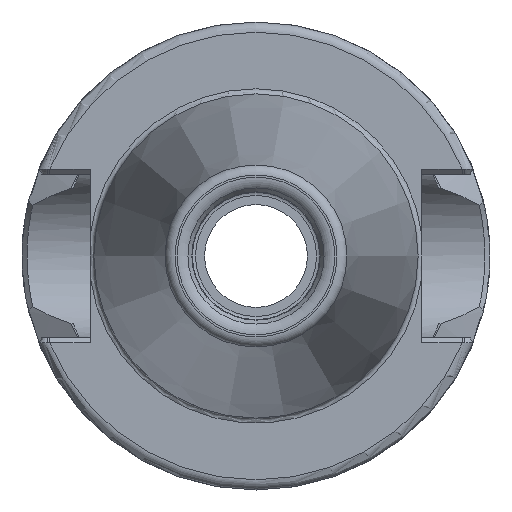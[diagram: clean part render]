
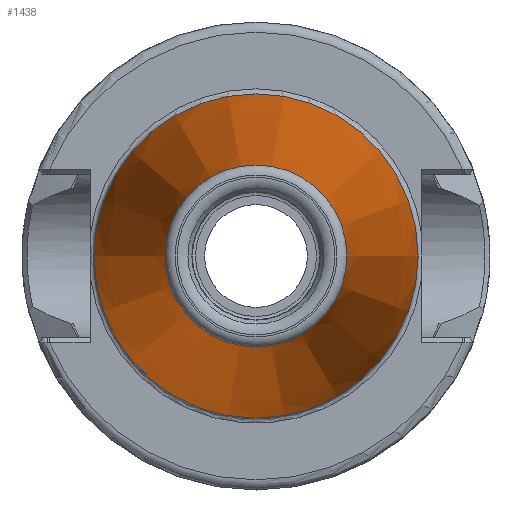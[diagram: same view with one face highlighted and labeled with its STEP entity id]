
A CAD part, left-side view. The second image highlights one B-rep face of the part: STEP entity #1438.
In plain terms, the highlighted conical face has half-angle 8.297 degrees and reference radius 12.437 mm.
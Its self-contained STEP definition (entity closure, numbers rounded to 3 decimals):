
#45=CONICAL_SURFACE('',#1618,12.437,0.145);
#182=CIRCLE('',#1614,8.941);
#183=CIRCLE('',#1615,8.941);
#184=CIRCLE('',#1616,8.941);
#186=CIRCLE('',#1619,15.933);
#187=CIRCLE('',#1620,15.933);
#259=FACE_OUTER_BOUND('',#343,.T.);
#343=EDGE_LOOP('',(#1326,#1327,#1328,#1329,#1330,#1331,#1332));
#411=LINE('',#3323,#476);
#476=VECTOR('',#2008,12.437);
#678=VERTEX_POINT('',#3311);
#679=VERTEX_POINT('',#3312);
#680=VERTEX_POINT('',#3314);
#681=VERTEX_POINT('',#3319);
#682=VERTEX_POINT('',#3320);
#896=EDGE_CURVE('',#678,#679,#182,.T.);
#897=EDGE_CURVE('',#680,#678,#183,.T.);
#898=EDGE_CURVE('',#679,#680,#184,.T.);
#900=EDGE_CURVE('',#681,#682,#186,.T.);
#901=EDGE_CURVE('',#682,#681,#187,.T.);
#902=EDGE_CURVE('',#682,#680,#411,.T.);
#1326=ORIENTED_EDGE('',*,*,#900,.F.);
#1327=ORIENTED_EDGE('',*,*,#901,.F.);
#1328=ORIENTED_EDGE('',*,*,#902,.T.);
#1329=ORIENTED_EDGE('',*,*,#897,.T.);
#1330=ORIENTED_EDGE('',*,*,#896,.T.);
#1331=ORIENTED_EDGE('',*,*,#898,.T.);
#1332=ORIENTED_EDGE('',*,*,#902,.F.);
#1438=ADVANCED_FACE('',(#259),#45,.T.);
#1614=AXIS2_PLACEMENT_3D('',#3313,#1994,#1995);
#1615=AXIS2_PLACEMENT_3D('',#3315,#1996,#1997);
#1616=AXIS2_PLACEMENT_3D('',#3316,#1998,#1999);
#1618=AXIS2_PLACEMENT_3D('',#3318,#2002,#2003);
#1619=AXIS2_PLACEMENT_3D('',#3321,#2004,#2005);
#1620=AXIS2_PLACEMENT_3D('',#3322,#2006,#2007);
#1994=DIRECTION('center_axis',(1.,0.,0.));
#1995=DIRECTION('ref_axis',(0.,0.,-1.));
#1996=DIRECTION('center_axis',(1.,0.,0.));
#1997=DIRECTION('ref_axis',(0.,0.,-1.));
#1998=DIRECTION('center_axis',(1.,0.,0.));
#1999=DIRECTION('ref_axis',(0.,0.,-1.));
#2002=DIRECTION('center_axis',(1.,0.,0.));
#2003=DIRECTION('ref_axis',(0.,1.,0.));
#2004=DIRECTION('center_axis',(1.,0.,0.));
#2005=DIRECTION('ref_axis',(0.,0.,-1.));
#2006=DIRECTION('center_axis',(1.,0.,0.));
#2007=DIRECTION('ref_axis',(0.,0.,-1.));
#2008=DIRECTION('',(-0.99,0.144,0.));
#3311=CARTESIAN_POINT('',(-47.944,8.941,0.));
#3312=CARTESIAN_POINT('',(-47.944,0.,8.941));
#3313=CARTESIAN_POINT('Origin',(-47.944,0.,
0.));
#3314=CARTESIAN_POINT('',(-47.944,-8.941,0.));
#3315=CARTESIAN_POINT('Origin',(-47.944,0.,
0.));
#3316=CARTESIAN_POINT('Origin',(-47.944,0.,
0.));
#3318=CARTESIAN_POINT('Origin',(-23.972,0.,
0.));
#3319=CARTESIAN_POINT('',(0.,15.933,0.));
#3320=CARTESIAN_POINT('',(0.,-15.933,0.));
#3321=CARTESIAN_POINT('Origin',(0.,0.,
0.));
#3322=CARTESIAN_POINT('Origin',(0.,0.,
0.));
#3323=CARTESIAN_POINT('',(-23.972,-12.437,0.));
